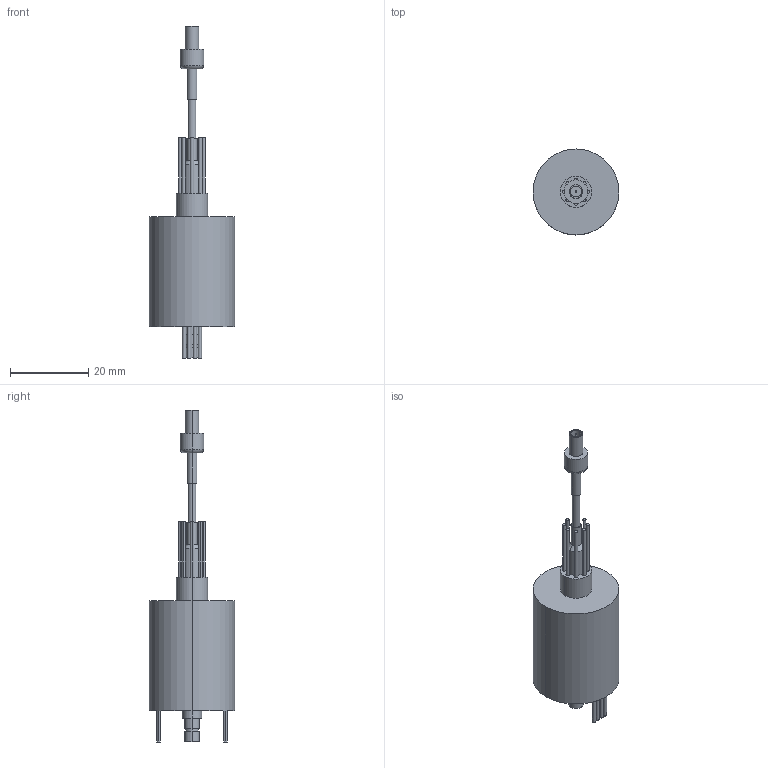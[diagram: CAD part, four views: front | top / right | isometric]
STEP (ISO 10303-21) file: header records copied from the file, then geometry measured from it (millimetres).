
FILE_DESCRIPTION (( 'STEP AP203' ), '1' );
FILE_NAME ('322M3-1201-HD Rev CI.STEP', '2014-03-20T23:36:02', ( '' ), ( '' ), 'SwSTEP 2.0', 'SolidWorks 2014', '' );
FILE_SCHEMA (( 'CONFIG_CONTROL_DESIGN' ));
Length unit declared in the file: millimetre
Products named in the file (1): 322M3-1201-HD Rev CI
Bounding box: 22 x 22 x 85 mm (x, y, z)
Volume: 11560.8 mm3; surface area: 4231.4 mm2
Topology: 3 solids, 3 shells, 115 faces, 228 edges, 150 vertices
Faces by surface type: cylinder 66, plane 43, cone 4, torus 2
Entity records: 3107 total; most frequent: DIRECTION 600, CARTESIAN_POINT 494, ORIENTED_EDGE 456, AXIS2_PLACEMENT_3D 256, EDGE_CURVE 228, VERTEX_POINT 150, EDGE_LOOP 146, CIRCLE 140
